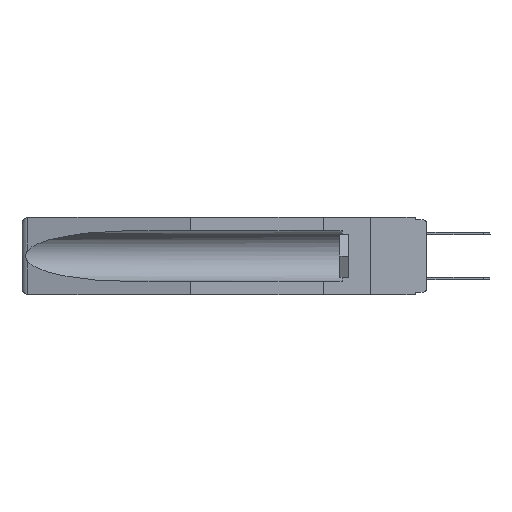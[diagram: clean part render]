
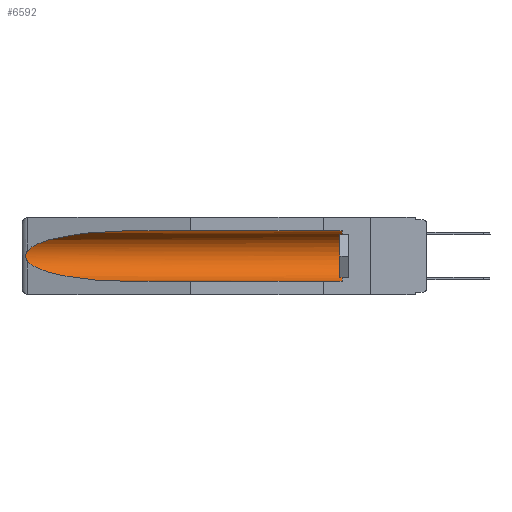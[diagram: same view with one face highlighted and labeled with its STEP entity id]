
A CAD part, left-side view. The second image highlights one B-rep face of the part: STEP entity #6592.
In plain terms, the highlighted cylindrical face has radius 2.857 mm (diameter 5.715 mm), a partial arc.
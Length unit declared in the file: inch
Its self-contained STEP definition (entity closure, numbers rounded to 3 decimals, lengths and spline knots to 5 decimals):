
#1013 = DIRECTION ( 'NONE',  ( 0., 1., 0. ) ) ;
#1733 = ORIENTED_EDGE ( 'NONE', *, *, #5286, .T. ) ;
#1886 = DIRECTION ( 'NONE',  ( 0., 0., 1. ) ) ;
#2278 = CIRCLE ( 'NONE', #11803, 0.1125 ) ;
#2287 = CARTESIAN_POINT ( 'NONE',  ( 0.26537, 1.52718, -0.14972 ) ) ;
#2552 =( BOUNDED_CURVE ( )  B_SPLINE_CURVE ( 3, ( #15254, #12762, #15424, #2287 ),
 .UNSPECIFIED., .F., .T. ) 
 B_SPLINE_CURVE_WITH_KNOTS ( ( 4, 4 ),
 ( 4.71239, 6.08839 ),
 .UNSPECIFIED. ) 
 CURVE ( )  GEOMETRIC_REPRESENTATION_ITEM ( )  RATIONAL_B_SPLINE_CURVE ( ( 1., 0.848, 0.848, 1. ) ) 
 REPRESENTATION_ITEM ( '' )  );
#3403 = CARTESIAN_POINT ( 'NONE',  ( 0.155, -0.30754, -0.1715 ) ) ;
#3507 = CARTESIAN_POINT ( 'NONE',  ( 0.26537, 1.52718, -0.19328 ) ) ;
#4083 = CARTESIAN_POINT ( 'NONE',  ( 0.155, 0.126, -0.1715 ) ) ;
#4171 = DIRECTION ( 'NONE',  ( 0., 0., 1. ) ) ;
#4282 = EDGE_CURVE ( 'NONE', #5737, #6373, #2278, .T. ) ;
#4340 = DIRECTION ( 'NONE',  ( 0., -1., 0. ) ) ;
#4592 = CYLINDRICAL_SURFACE ( 'NONE', #4997, 0.1125 ) ;
#4997 = AXIS2_PLACEMENT_3D ( 'NONE', #3403, #7323, #1886 ) ;
#5286 = EDGE_CURVE ( 'NONE', #5852, #8231, #12304, .T. ) ;
#5537 = CARTESIAN_POINT ( 'NONE',  ( 0.155, -0.30754, -0.059 ) ) ;
#5669 = CARTESIAN_POINT ( 'NONE',  ( 0.26655, 1.53094, -0.18657 ) ) ;
#5737 = VERTEX_POINT ( 'NONE', #12470 ) ;
#5754 = CARTESIAN_POINT ( 'NONE',  ( 0.26597, 1.5296, -0.19026 ) ) ;
#5852 = VERTEX_POINT ( 'NONE', #14325 ) ;
#5855 = ORIENTED_EDGE ( 'NONE', *, *, #9884, .T. ) ;
#6067 = CARTESIAN_POINT ( 'NONE',  ( 0.26597, 1.52961, -0.15275 ) ) ;
#6290 = CARTESIAN_POINT ( 'NONE',  ( 0.155, 1.07973, -0.059 ) ) ;
#6373 = VERTEX_POINT ( 'NONE', #13526 ) ;
#6590 = VECTOR ( 'NONE', #1013, 39.37008 ) ;
#6592 = ADVANCED_FACE ( 'NONE', ( #12377 ), #4592, .F. ) ;
#6781 = VERTEX_POINT ( 'NONE', #6290 ) ;
#7041 = CARTESIAN_POINT ( 'NONE',  ( 0.2675, 1.53308, -0.16763 ) ) ;
#7083 = CARTESIAN_POINT ( 'NONE',  ( 0.21114, 1.30732, -0.284 ) ) ;
#7093 = ORIENTED_EDGE ( 'NONE', *, *, #9871, .F. ) ;
#7323 = DIRECTION ( 'NONE',  ( 0., 1., 0. ) ) ;
#7335 =( BOUNDED_CURVE ( )  B_SPLINE_CURVE ( 3, ( #8298, #12389, #7083, #7564 ),
 .UNSPECIFIED., .F., .T. ) 
 B_SPLINE_CURVE_WITH_KNOTS ( ( 4, 4 ),
 ( 0.1948, 1.5708 ),
 .UNSPECIFIED. ) 
 CURVE ( )  GEOMETRIC_REPRESENTATION_ITEM ( )  RATIONAL_B_SPLINE_CURVE ( ( 1., 0.848, 0.848, 1. ) ) 
 REPRESENTATION_ITEM ( '' )  );
#7526 = CARTESIAN_POINT ( 'NONE',  ( 0.26654, 1.53092, -0.15636 ) ) ;
#7564 = CARTESIAN_POINT ( 'NONE',  ( 0.155, 1.07973, -0.284 ) ) ;
#8231 = VERTEX_POINT ( 'NONE', #15931 ) ;
#8298 = CARTESIAN_POINT ( 'NONE',  ( 0.26537, 1.52718, -0.19328 ) ) ;
#8938 = EDGE_LOOP ( 'NONE', ( #5855, #1733, #10735, #7093, #16313, #13433 ) ) ;
#9006 = CARTESIAN_POINT ( 'NONE',  ( 0.155, -0.30754, -0.284 ) ) ;
#9871 = EDGE_CURVE ( 'NONE', #5737, #14645, #14060, .T. ) ;
#9884 = EDGE_CURVE ( 'NONE', #6781, #5852, #2552, .T. ) ;
#10010 = CARTESIAN_POINT ( 'NONE',  ( 0.2675, 1.53308, -0.17534 ) ) ;
#10513 = VECTOR ( 'NONE', #10757, 39.37008 ) ;
#10735 = ORIENTED_EDGE ( 'NONE', *, *, #13109, .T. ) ;
#10757 = DIRECTION ( 'NONE',  ( 0., 1., 0. ) ) ;
#10879 = CARTESIAN_POINT ( 'NONE',  ( 0.2673, 1.53269, -0.17917 ) ) ;
#11803 = AXIS2_PLACEMENT_3D ( 'NONE', #4083, #4340, #4171 ) ;
#12304 = B_SPLINE_CURVE_WITH_KNOTS ( 'NONE', 3,
 ( #13936, #6067, #7526, #13534, #7041, #10010, #10879, #5669, #5754, #3507 ),
 .UNSPECIFIED., .F., .F.,
 ( 4, 2, 2, 2, 4 ),
 ( 0., 0.00029, 0.00058, 0.00087, 0.00117 ),
 .UNSPECIFIED. ) ;
#12377 = FACE_OUTER_BOUND ( 'NONE', #8938, .T. ) ;
#12389 = CARTESIAN_POINT ( 'NONE',  ( 0.25451, 1.48313, -0.24835 ) ) ;
#12470 = CARTESIAN_POINT ( 'NONE',  ( 0.155, 0.126, -0.284 ) ) ;
#12762 = CARTESIAN_POINT ( 'NONE',  ( 0.21114, 1.30732, -0.059 ) ) ;
#13109 = EDGE_CURVE ( 'NONE', #8231, #14645, #7335, .T. ) ;
#13433 = ORIENTED_EDGE ( 'NONE', *, *, #14251, .T. ) ;
#13526 = CARTESIAN_POINT ( 'NONE',  ( 0.155, 0.126, -0.059 ) ) ;
#13534 = CARTESIAN_POINT ( 'NONE',  ( 0.2673, 1.5327, -0.16383 ) ) ;
#13936 = CARTESIAN_POINT ( 'NONE',  ( 0.26537, 1.52718, -0.14972 ) ) ;
#14060 = LINE ( 'NONE', #9006, #6590 ) ;
#14251 = EDGE_CURVE ( 'NONE', #6373, #6781, #14508, .T. ) ;
#14325 = CARTESIAN_POINT ( 'NONE',  ( 0.26537, 1.52718, -0.14972 ) ) ;
#14508 = LINE ( 'NONE', #5537, #10513 ) ;
#14645 = VERTEX_POINT ( 'NONE', #14662 ) ;
#14662 = CARTESIAN_POINT ( 'NONE',  ( 0.155, 1.07973, -0.284 ) ) ;
#15254 = CARTESIAN_POINT ( 'NONE',  ( 0.155, 1.07973, -0.059 ) ) ;
#15424 = CARTESIAN_POINT ( 'NONE',  ( 0.25451, 1.48313, -0.09465 ) ) ;
#15931 = CARTESIAN_POINT ( 'NONE',  ( 0.26537, 1.52718, -0.19328 ) ) ;
#16313 = ORIENTED_EDGE ( 'NONE', *, *, #4282, .T. ) ;
